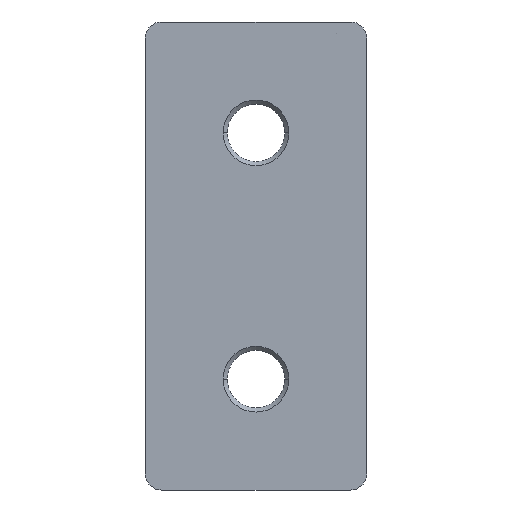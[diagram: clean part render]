
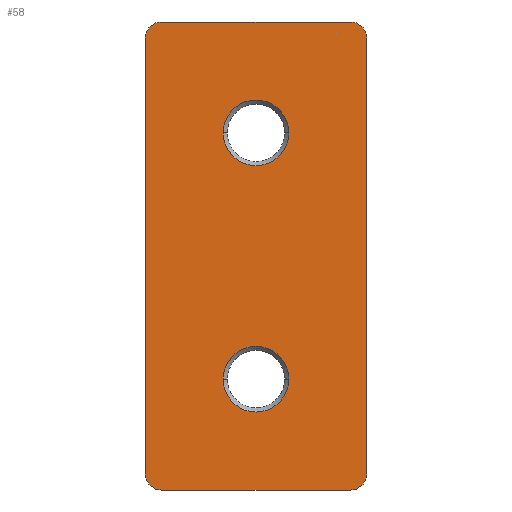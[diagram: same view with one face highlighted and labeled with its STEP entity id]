
A CAD part, front view. The second image highlights one B-rep face of the part: STEP entity #58.
In plain terms, the highlighted planar face has unit normal (0, -1, 0).
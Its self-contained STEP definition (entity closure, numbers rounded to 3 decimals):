
#3 = EDGE_CURVE ( 'NONE', #81, #843, #801, .T. ) ;
#13 = DIRECTION ( 'NONE',  ( 0., 1., 0. ) ) ;
#14 = DIRECTION ( 'NONE',  ( 0., 0., 1. ) ) ;
#21 = CARTESIAN_POINT ( 'NONE',  ( 13., 0., 28. ) ) ;
#28 = AXIS2_PLACEMENT_3D ( 'NONE', #630, #37, #565 ) ;
#29 = ORIENTED_EDGE ( 'NONE', *, *, #197, .F. ) ;
#35 = DIRECTION ( 'NONE',  ( 0., -1., 0. ) ) ;
#36 = EDGE_CURVE ( 'NONE', #843, #73, #407, .T. ) ;
#37 = DIRECTION ( 'NONE',  ( 0., 1., 0. ) ) ;
#51 = VERTEX_POINT ( 'NONE', #240 ) ;
#58 = ADVANCED_FACE ( 'NONE', ( #163, #497, #698 ), #752, .F. ) ;
#70 = DIRECTION ( 'NONE',  ( 0., 1., 0. ) ) ;
#73 = VERTEX_POINT ( 'NONE', #306 ) ;
#76 = EDGE_CURVE ( 'NONE', #545, #81, #609, .T. ) ;
#77 = AXIS2_PLACEMENT_3D ( 'NONE', #169, #430, #688 ) ;
#81 = VERTEX_POINT ( 'NONE', #100 ) ;
#94 = DIRECTION ( 'NONE',  ( 1., 0., 0. ) ) ;
#96 = EDGE_CURVE ( 'NONE', #707, #779, #432, .T. ) ;
#98 = VERTEX_POINT ( 'NONE', #509 ) ;
#99 = CARTESIAN_POINT ( 'NONE',  ( 5.5, 0., 16.5 ) ) ;
#100 = CARTESIAN_POINT ( 'NONE',  ( -12., 0., -25. ) ) ;
#107 = CARTESIAN_POINT ( 'NONE',  ( -2.5, 0., -13.5 ) ) ;
#128 = DIRECTION ( 'NONE',  ( 0., -1., 0. ) ) ;
#135 = DIRECTION ( 'NONE',  ( -1., 0., 0. ) ) ;
#163 = FACE_BOUND ( 'NONE', #468, .T. ) ;
#169 = CARTESIAN_POINT ( 'NONE',  ( 1.5, 0., 16.5 ) ) ;
#171 = CARTESIAN_POINT ( 'NONE',  ( -10., 0., -25. ) ) ;
#182 = CARTESIAN_POINT ( 'NONE',  ( -10., 0., 28. ) ) ;
#190 = AXIS2_PLACEMENT_3D ( 'NONE', #647, #128, #135 ) ;
#191 = CARTESIAN_POINT ( 'NONE',  ( 13., 0., -27. ) ) ;
#197 = EDGE_CURVE ( 'NONE', #464, #98, #586, .T. ) ;
#198 = LINE ( 'NONE', #191, #337 ) ;
#204 = AXIS2_PLACEMENT_3D ( 'NONE', #171, #683, #94 ) ;
#208 = CARTESIAN_POINT ( 'NONE',  ( -2.5, 0., 16.5 ) ) ;
#223 = ORIENTED_EDGE ( 'NONE', *, *, #3, .F. ) ;
#225 = VERTEX_POINT ( 'NONE', #208 ) ;
#240 = CARTESIAN_POINT ( 'NONE',  ( 15., 0., 28. ) ) ;
#250 = DIRECTION ( 'NONE',  ( 1., 0., 0. ) ) ;
#266 = LINE ( 'NONE', #525, #568 ) ;
#270 = CIRCLE ( 'NONE', #77, 4. ) ;
#280 = EDGE_CURVE ( 'NONE', #225, #527, #774, .T. ) ;
#285 = VECTOR ( 'NONE', #14, 1000. ) ;
#292 = CARTESIAN_POINT ( 'NONE',  ( 1.5, 0., 16.5 ) ) ;
#306 = CARTESIAN_POINT ( 'NONE',  ( -10., 0., 30. ) ) ;
#307 = CARTESIAN_POINT ( 'NONE',  ( 13., 0., -27. ) ) ;
#309 = CARTESIAN_POINT ( 'NONE',  ( -12., 0., 28. ) ) ;
#318 = DIRECTION ( 'NONE',  ( 0., 0., -1. ) ) ;
#337 = VECTOR ( 'NONE', #448, 1000. ) ;
#342 = EDGE_CURVE ( 'NONE', #686, #51, #473, .T. ) ;
#386 = CARTESIAN_POINT ( 'NONE',  ( 15., 0., -25. ) ) ;
#403 = ORIENTED_EDGE ( 'NONE', *, *, #96, .F. ) ;
#407 = CIRCLE ( 'NONE', #853, 2. ) ;
#428 = CARTESIAN_POINT ( 'NONE',  ( 15., 0., 28. ) ) ;
#430 = DIRECTION ( 'NONE',  ( 0., 1., 0. ) ) ;
#432 = CIRCLE ( 'NONE', #28, 2. ) ;
#435 = CARTESIAN_POINT ( 'NONE',  ( 13., 0., 30. ) ) ;
#446 = AXIS2_PLACEMENT_3D ( 'NONE', #21, #13, #536 ) ;
#448 = DIRECTION ( 'NONE',  ( -1., 0., 0. ) ) ;
#457 = DIRECTION ( 'NONE',  ( 1., 0., 0. ) ) ;
#464 = VERTEX_POINT ( 'NONE', #107 ) ;
#468 = EDGE_LOOP ( 'NONE', ( #541, #567 ) ) ;
#473 = CIRCLE ( 'NONE', #446, 2. ) ;
#482 = ORIENTED_EDGE ( 'NONE', *, *, #577, .F. ) ;
#497 = FACE_BOUND ( 'NONE', #844, .T. ) ;
#505 = DIRECTION ( 'NONE',  ( 0., 1., 0. ) ) ;
#509 = CARTESIAN_POINT ( 'NONE',  ( 5.5, 0., -13.5 ) ) ;
#519 = AXIS2_PLACEMENT_3D ( 'NONE', #292, #70, #620 ) ;
#523 = EDGE_CURVE ( 'NONE', #527, #225, #270, .T. ) ;
#525 = CARTESIAN_POINT ( 'NONE',  ( -10., 0., 30. ) ) ;
#527 = VERTEX_POINT ( 'NONE', #99 ) ;
#528 = EDGE_CURVE ( 'NONE', #98, #464, #583, .T. ) ;
#529 = CARTESIAN_POINT ( 'NONE',  ( -10., 0., -27. ) ) ;
#536 = DIRECTION ( 'NONE',  ( 1., 0., 0. ) ) ;
#541 = ORIENTED_EDGE ( 'NONE', *, *, #280, .T. ) ;
#544 = EDGE_CURVE ( 'NONE', #779, #545, #198, .T. ) ;
#545 = VERTEX_POINT ( 'NONE', #529 ) ;
#565 = DIRECTION ( 'NONE',  ( 1., 0., 0. ) ) ;
#567 = ORIENTED_EDGE ( 'NONE', *, *, #523, .T. ) ;
#568 = VECTOR ( 'NONE', #457, 1000. ) ;
#577 = EDGE_CURVE ( 'NONE', #73, #686, #266, .T. ) ;
#580 = ORIENTED_EDGE ( 'NONE', *, *, #746, .F. ) ;
#583 = CIRCLE ( 'NONE', #701, 4. ) ;
#586 = CIRCLE ( 'NONE', #190, 4. ) ;
#587 = ORIENTED_EDGE ( 'NONE', *, *, #528, .F. ) ;
#609 = CIRCLE ( 'NONE', #789, 2. ) ;
#614 = CARTESIAN_POINT ( 'NONE',  ( -12., 0., -25. ) ) ;
#620 = DIRECTION ( 'NONE',  ( 1., 0., 0. ) ) ;
#628 = CARTESIAN_POINT ( 'NONE',  ( 1.5, 0., -13.5 ) ) ;
#630 = CARTESIAN_POINT ( 'NONE',  ( 13., 0., -25. ) ) ;
#632 = ORIENTED_EDGE ( 'NONE', *, *, #76, .F. ) ;
#644 = DIRECTION ( 'NONE',  ( 0., 1., 0. ) ) ;
#647 = CARTESIAN_POINT ( 'NONE',  ( 1.5, 0., -13.5 ) ) ;
#654 = ORIENTED_EDGE ( 'NONE', *, *, #342, .F. ) ;
#683 = DIRECTION ( 'NONE',  ( 0., 1., 0. ) ) ;
#686 = VERTEX_POINT ( 'NONE', #435 ) ;
#688 = DIRECTION ( 'NONE',  ( 1., 0., 0. ) ) ;
#690 = CARTESIAN_POINT ( 'NONE',  ( -10., 0., -25. ) ) ;
#698 = FACE_OUTER_BOUND ( 'NONE', #802, .T. ) ;
#701 = AXIS2_PLACEMENT_3D ( 'NONE', #628, #35, #837 ) ;
#707 = VERTEX_POINT ( 'NONE', #386 ) ;
#730 = ORIENTED_EDGE ( 'NONE', *, *, #36, .F. ) ;
#746 = EDGE_CURVE ( 'NONE', #51, #707, #765, .T. ) ;
#752 = PLANE ( 'NONE',  #204 ) ;
#765 = LINE ( 'NONE', #428, #851 ) ;
#774 = CIRCLE ( 'NONE', #519, 4. ) ;
#779 = VERTEX_POINT ( 'NONE', #307 ) ;
#789 = AXIS2_PLACEMENT_3D ( 'NONE', #690, #505, #250 ) ;
#801 = LINE ( 'NONE', #614, #285 ) ;
#802 = EDGE_LOOP ( 'NONE', ( #632, #804, #403, #580, #654, #482, #730, #223 ) ) ;
#804 = ORIENTED_EDGE ( 'NONE', *, *, #544, .F. ) ;
#816 = DIRECTION ( 'NONE',  ( 1., 0., 0. ) ) ;
#837 = DIRECTION ( 'NONE',  ( -1., 0., 0. ) ) ;
#843 = VERTEX_POINT ( 'NONE', #309 ) ;
#844 = EDGE_LOOP ( 'NONE', ( #29, #587 ) ) ;
#851 = VECTOR ( 'NONE', #318, 1000. ) ;
#853 = AXIS2_PLACEMENT_3D ( 'NONE', #182, #644, #816 ) ;
